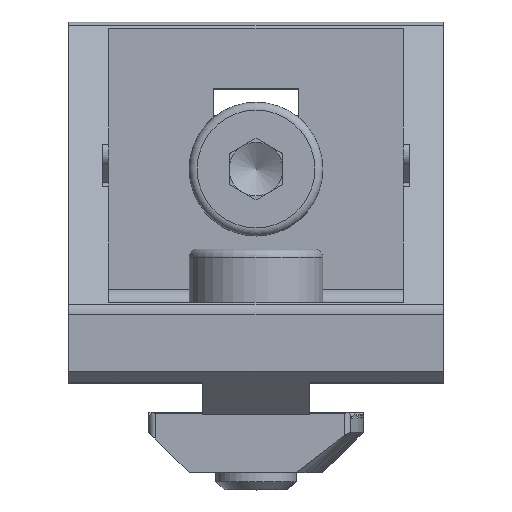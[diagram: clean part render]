
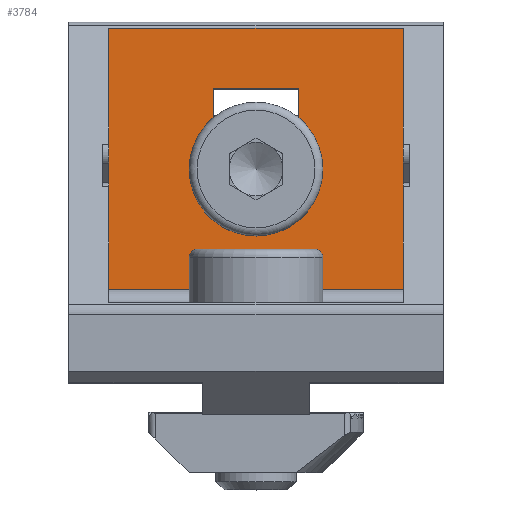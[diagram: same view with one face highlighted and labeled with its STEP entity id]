
A CAD part, top view. The second image highlights one B-rep face of the part: STEP entity #3784.
In plain terms, the highlighted planar face has unit normal (0, 0, 1).
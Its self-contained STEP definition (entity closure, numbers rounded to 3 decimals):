
#66 = PLANE('',#67);
#67 = AXIS2_PLACEMENT_3D('',#68,#69,#70);
#68 = CARTESIAN_POINT('',(14.,26.707,5.82));
#69 = DIRECTION('',(0.,-0.707,-0.707));
#70 = DIRECTION('',(0.,0.707,-0.707));
#220 = PLANE('',#221);
#221 = AXIS2_PLACEMENT_3D('',#222,#223,#224);
#222 = CARTESIAN_POINT('',(11.,7.,7.));
#223 = DIRECTION('',(1.,0.,0.));
#224 = DIRECTION('',(0.,0.,-1.));
#276 = PLANE('',#277);
#277 = AXIS2_PLACEMENT_3D('',#278,#279,#280);
#278 = CARTESIAN_POINT('',(-11.,7.,7.));
#279 = DIRECTION('',(1.,0.,0.));
#280 = DIRECTION('',(0.,0.,-1.));
#373 = VERTEX_POINT('',#374);
#374 = CARTESIAN_POINT('',(-11.,26.527,6.));
#395 = EDGE_CURVE('',#396,#373,#398,.T.);
#396 = VERTEX_POINT('',#397);
#397 = CARTESIAN_POINT('',(11.,26.527,6.));
#398 = SURFACE_CURVE('',#399,(#403,#410),.PCURVE_S1.);
#399 = LINE('',#400,#401);
#400 = CARTESIAN_POINT('',(14.,26.527,6.));
#401 = VECTOR('',#402,1.);
#402 = DIRECTION('',(-1.,0.,0.));
#403 = PCURVE('',#66,#404);
#404 = DEFINITIONAL_REPRESENTATION('',(#405),#409);
#405 = LINE('',#406,#407);
#406 = CARTESIAN_POINT('',(-0.255,0.));
#407 = VECTOR('',#408,1.);
#408 = DIRECTION('',(0.,-1.));
#409 = ( GEOMETRIC_REPRESENTATION_CONTEXT(2) 
PARAMETRIC_REPRESENTATION_CONTEXT() REPRESENTATION_CONTEXT('2D SPACE',''
  ) );
#410 = PCURVE('',#411,#416);
#411 = PLANE('',#412);
#412 = AXIS2_PLACEMENT_3D('',#413,#414,#415);
#413 = CARTESIAN_POINT('',(11.,7.,6.));
#414 = DIRECTION('',(0.,0.,1.));
#415 = DIRECTION('',(1.,0.,-0.));
#416 = DEFINITIONAL_REPRESENTATION('',(#417),#421);
#417 = LINE('',#418,#419);
#418 = CARTESIAN_POINT('',(3.,19.527));
#419 = VECTOR('',#420,1.);
#420 = DIRECTION('',(-1.,0.));
#421 = ( GEOMETRIC_REPRESENTATION_CONTEXT(2) 
PARAMETRIC_REPRESENTATION_CONTEXT() REPRESENTATION_CONTEXT('2D SPACE',''
  ) );
#636 = EDGE_CURVE('',#637,#396,#639,.T.);
#637 = VERTEX_POINT('',#638);
#638 = CARTESIAN_POINT('',(11.,7.,6.));
#639 = SURFACE_CURVE('',#640,(#644,#651),.PCURVE_S1.);
#640 = LINE('',#641,#642);
#641 = CARTESIAN_POINT('',(11.,7.,6.));
#642 = VECTOR('',#643,1.);
#643 = DIRECTION('',(0.,1.,0.));
#644 = PCURVE('',#220,#645);
#645 = DEFINITIONAL_REPRESENTATION('',(#646),#650);
#646 = LINE('',#647,#648);
#647 = CARTESIAN_POINT('',(1.,0.));
#648 = VECTOR('',#649,1.);
#649 = DIRECTION('',(0.,1.));
#650 = ( GEOMETRIC_REPRESENTATION_CONTEXT(2) 
PARAMETRIC_REPRESENTATION_CONTEXT() REPRESENTATION_CONTEXT('2D SPACE',''
  ) );
#651 = PCURVE('',#411,#652);
#652 = DEFINITIONAL_REPRESENTATION('',(#653),#657);
#653 = LINE('',#654,#655);
#654 = CARTESIAN_POINT('',(0.,0.));
#655 = VECTOR('',#656,1.);
#656 = DIRECTION('',(0.,1.));
#657 = ( GEOMETRIC_REPRESENTATION_CONTEXT(2) 
PARAMETRIC_REPRESENTATION_CONTEXT() REPRESENTATION_CONTEXT('2D SPACE',''
  ) );
#676 = CYLINDRICAL_SURFACE('',#677,1.);
#677 = AXIS2_PLACEMENT_3D('',#678,#679,#680);
#678 = CARTESIAN_POINT('',(11.,7.,7.));
#679 = DIRECTION('',(-1.,0.,0.));
#680 = DIRECTION('',(0.,0.,1.));
#761 = VERTEX_POINT('',#762);
#762 = CARTESIAN_POINT('',(-11.,7.,6.));
#784 = EDGE_CURVE('',#761,#373,#785,.T.);
#785 = SURFACE_CURVE('',#786,(#790,#797),.PCURVE_S1.);
#786 = LINE('',#787,#788);
#787 = CARTESIAN_POINT('',(-11.,7.,6.));
#788 = VECTOR('',#789,1.);
#789 = DIRECTION('',(0.,1.,0.));
#790 = PCURVE('',#276,#791);
#791 = DEFINITIONAL_REPRESENTATION('',(#792),#796);
#792 = LINE('',#793,#794);
#793 = CARTESIAN_POINT('',(1.,0.));
#794 = VECTOR('',#795,1.);
#795 = DIRECTION('',(0.,1.));
#796 = ( GEOMETRIC_REPRESENTATION_CONTEXT(2) 
PARAMETRIC_REPRESENTATION_CONTEXT() REPRESENTATION_CONTEXT('2D SPACE',''
  ) );
#797 = PCURVE('',#411,#798);
#798 = DEFINITIONAL_REPRESENTATION('',(#799),#803);
#799 = LINE('',#800,#801);
#800 = CARTESIAN_POINT('',(-22.,0.));
#801 = VECTOR('',#802,1.);
#802 = DIRECTION('',(0.,1.));
#803 = ( GEOMETRIC_REPRESENTATION_CONTEXT(2) 
PARAMETRIC_REPRESENTATION_CONTEXT() REPRESENTATION_CONTEXT('2D SPACE',''
  ) );
#2359 = PLANE('',#2360);
#2360 = AXIS2_PLACEMENT_3D('',#2361,#2362,#2363);
#2361 = CARTESIAN_POINT('',(-3.2,0.,0.));
#2362 = DIRECTION('',(1.,0.,0.));
#2363 = DIRECTION('',(0.,0.,-1.));
#2387 = PLANE('',#2388);
#2388 = AXIS2_PLACEMENT_3D('',#2389,#2390,#2391);
#2389 = CARTESIAN_POINT('',(3.2,12.5,6.));
#2390 = DIRECTION('',(0.,0.707,-0.707));
#2391 = DIRECTION('',(0.,0.707,0.707));
#2413 = PLANE('',#2414);
#2414 = AXIS2_PLACEMENT_3D('',#2415,#2416,#2417);
#2415 = CARTESIAN_POINT('',(3.2,0.,0.));
#2416 = DIRECTION('',(1.,0.,0.));
#2417 = DIRECTION('',(0.,0.,-1.));
#2453 = VERTEX_POINT('',#2454);
#2454 = CARTESIAN_POINT('',(-3.2,22.,6.));
#2468 = PLANE('',#2469);
#2469 = AXIS2_PLACEMENT_3D('',#2470,#2471,#2472);
#2470 = CARTESIAN_POINT('',(3.2,22.,-2.));
#2471 = DIRECTION('',(0.,-1.,0.));
#2472 = DIRECTION('',(0.,0.,-1.));
#2480 = EDGE_CURVE('',#2453,#2481,#2483,.T.);
#2481 = VERTEX_POINT('',#2482);
#2482 = CARTESIAN_POINT('',(-3.2,12.5,6.));
#2483 = SURFACE_CURVE('',#2484,(#2488,#2495),.PCURVE_S1.);
#2484 = LINE('',#2485,#2486);
#2485 = CARTESIAN_POINT('',(-3.2,22.,6.));
#2486 = VECTOR('',#2487,1.);
#2487 = DIRECTION('',(0.,-1.,0.));
#2488 = PCURVE('',#2359,#2489);
#2489 = DEFINITIONAL_REPRESENTATION('',(#2490),#2494);
#2490 = LINE('',#2491,#2492);
#2491 = CARTESIAN_POINT('',(-6.,22.));
#2492 = VECTOR('',#2493,1.);
#2493 = DIRECTION('',(0.,-1.));
#2494 = ( GEOMETRIC_REPRESENTATION_CONTEXT(2) 
PARAMETRIC_REPRESENTATION_CONTEXT() REPRESENTATION_CONTEXT('2D SPACE',''
  ) );
#2495 = PCURVE('',#411,#2496);
#2496 = DEFINITIONAL_REPRESENTATION('',(#2497),#2501);
#2497 = LINE('',#2498,#2499);
#2498 = CARTESIAN_POINT('',(-14.2,15.));
#2499 = VECTOR('',#2500,1.);
#2500 = DIRECTION('',(0.,-1.));
#2501 = ( GEOMETRIC_REPRESENTATION_CONTEXT(2) 
PARAMETRIC_REPRESENTATION_CONTEXT() REPRESENTATION_CONTEXT('2D SPACE',''
  ) );
#2552 = VERTEX_POINT('',#2553);
#2553 = CARTESIAN_POINT('',(3.2,12.5,6.));
#2574 = EDGE_CURVE('',#2575,#2552,#2577,.T.);
#2575 = VERTEX_POINT('',#2576);
#2576 = CARTESIAN_POINT('',(3.2,22.,6.));
#2577 = SURFACE_CURVE('',#2578,(#2582,#2589),.PCURVE_S1.);
#2578 = LINE('',#2579,#2580);
#2579 = CARTESIAN_POINT('',(3.2,22.,6.));
#2580 = VECTOR('',#2581,1.);
#2581 = DIRECTION('',(0.,-1.,0.));
#2582 = PCURVE('',#2413,#2583);
#2583 = DEFINITIONAL_REPRESENTATION('',(#2584),#2588);
#2584 = LINE('',#2585,#2586);
#2585 = CARTESIAN_POINT('',(-6.,22.));
#2586 = VECTOR('',#2587,1.);
#2587 = DIRECTION('',(0.,-1.));
#2588 = ( GEOMETRIC_REPRESENTATION_CONTEXT(2) 
PARAMETRIC_REPRESENTATION_CONTEXT() REPRESENTATION_CONTEXT('2D SPACE',''
  ) );
#2589 = PCURVE('',#411,#2590);
#2590 = DEFINITIONAL_REPRESENTATION('',(#2591),#2595);
#2591 = LINE('',#2592,#2593);
#2592 = CARTESIAN_POINT('',(-7.8,15.));
#2593 = VECTOR('',#2594,1.);
#2594 = DIRECTION('',(0.,-1.));
#2595 = ( GEOMETRIC_REPRESENTATION_CONTEXT(2) 
PARAMETRIC_REPRESENTATION_CONTEXT() REPRESENTATION_CONTEXT('2D SPACE',''
  ) );
#2644 = EDGE_CURVE('',#2575,#2453,#2645,.T.);
#2645 = SURFACE_CURVE('',#2646,(#2650,#2657),.PCURVE_S1.);
#2646 = LINE('',#2647,#2648);
#2647 = CARTESIAN_POINT('',(3.2,22.,6.));
#2648 = VECTOR('',#2649,1.);
#2649 = DIRECTION('',(-1.,0.,0.));
#2650 = PCURVE('',#2468,#2651);
#2651 = DEFINITIONAL_REPRESENTATION('',(#2652),#2656);
#2652 = LINE('',#2653,#2654);
#2653 = CARTESIAN_POINT('',(-8.,0.));
#2654 = VECTOR('',#2655,1.);
#2655 = DIRECTION('',(0.,-1.));
#2656 = ( GEOMETRIC_REPRESENTATION_CONTEXT(2) 
PARAMETRIC_REPRESENTATION_CONTEXT() REPRESENTATION_CONTEXT('2D SPACE',''
  ) );
#2657 = PCURVE('',#411,#2658);
#2658 = DEFINITIONAL_REPRESENTATION('',(#2659),#2663);
#2659 = LINE('',#2660,#2661);
#2660 = CARTESIAN_POINT('',(-7.8,15.));
#2661 = VECTOR('',#2662,1.);
#2662 = DIRECTION('',(-1.,0.));
#2663 = ( GEOMETRIC_REPRESENTATION_CONTEXT(2) 
PARAMETRIC_REPRESENTATION_CONTEXT() REPRESENTATION_CONTEXT('2D SPACE',''
  ) );
#3784 = ADVANCED_FACE('',(#3785,#3811),#411,.T.);
#3785 = FACE_BOUND('',#3786,.T.);
#3786 = EDGE_LOOP('',(#3787,#3788,#3809,#3810));
#3787 = ORIENTED_EDGE('',*,*,#2574,.T.);
#3788 = ORIENTED_EDGE('',*,*,#3789,.T.);
#3789 = EDGE_CURVE('',#2552,#2481,#3790,.T.);
#3790 = SURFACE_CURVE('',#3791,(#3795,#3802),.PCURVE_S1.);
#3791 = LINE('',#3792,#3793);
#3792 = CARTESIAN_POINT('',(3.2,12.5,6.));
#3793 = VECTOR('',#3794,1.);
#3794 = DIRECTION('',(-1.,0.,0.));
#3795 = PCURVE('',#411,#3796);
#3796 = DEFINITIONAL_REPRESENTATION('',(#3797),#3801);
#3797 = LINE('',#3798,#3799);
#3798 = CARTESIAN_POINT('',(-7.8,5.5));
#3799 = VECTOR('',#3800,1.);
#3800 = DIRECTION('',(-1.,0.));
#3801 = ( GEOMETRIC_REPRESENTATION_CONTEXT(2) 
PARAMETRIC_REPRESENTATION_CONTEXT() REPRESENTATION_CONTEXT('2D SPACE',''
  ) );
#3802 = PCURVE('',#2387,#3803);
#3803 = DEFINITIONAL_REPRESENTATION('',(#3804),#3808);
#3804 = LINE('',#3805,#3806);
#3805 = CARTESIAN_POINT('',(0.,0.));
#3806 = VECTOR('',#3807,1.);
#3807 = DIRECTION('',(0.,-1.));
#3808 = ( GEOMETRIC_REPRESENTATION_CONTEXT(2) 
PARAMETRIC_REPRESENTATION_CONTEXT() REPRESENTATION_CONTEXT('2D SPACE',''
  ) );
#3809 = ORIENTED_EDGE('',*,*,#2480,.F.);
#3810 = ORIENTED_EDGE('',*,*,#2644,.F.);
#3811 = FACE_BOUND('',#3812,.T.);
#3812 = EDGE_LOOP('',(#3813,#3814,#3815,#3836));
#3813 = ORIENTED_EDGE('',*,*,#395,.T.);
#3814 = ORIENTED_EDGE('',*,*,#784,.F.);
#3815 = ORIENTED_EDGE('',*,*,#3816,.F.);
#3816 = EDGE_CURVE('',#637,#761,#3817,.T.);
#3817 = SURFACE_CURVE('',#3818,(#3822,#3829),.PCURVE_S1.);
#3818 = LINE('',#3819,#3820);
#3819 = CARTESIAN_POINT('',(11.,7.,6.));
#3820 = VECTOR('',#3821,1.);
#3821 = DIRECTION('',(-1.,0.,0.));
#3822 = PCURVE('',#411,#3823);
#3823 = DEFINITIONAL_REPRESENTATION('',(#3824),#3828);
#3824 = LINE('',#3825,#3826);
#3825 = CARTESIAN_POINT('',(0.,0.));
#3826 = VECTOR('',#3827,1.);
#3827 = DIRECTION('',(-1.,0.));
#3828 = ( GEOMETRIC_REPRESENTATION_CONTEXT(2) 
PARAMETRIC_REPRESENTATION_CONTEXT() REPRESENTATION_CONTEXT('2D SPACE',''
  ) );
#3829 = PCURVE('',#676,#3830);
#3830 = DEFINITIONAL_REPRESENTATION('',(#3831),#3835);
#3831 = LINE('',#3832,#3833);
#3832 = CARTESIAN_POINT('',(3.142,0.));
#3833 = VECTOR('',#3834,1.);
#3834 = DIRECTION('',(0.,1.));
#3835 = ( GEOMETRIC_REPRESENTATION_CONTEXT(2) 
PARAMETRIC_REPRESENTATION_CONTEXT() REPRESENTATION_CONTEXT('2D SPACE',''
  ) );
#3836 = ORIENTED_EDGE('',*,*,#636,.T.);
